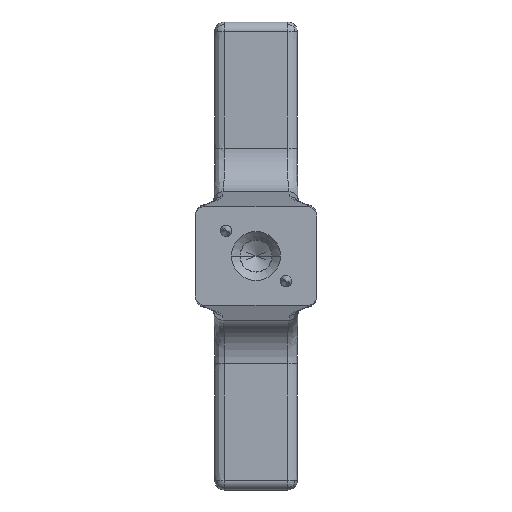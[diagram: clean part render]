
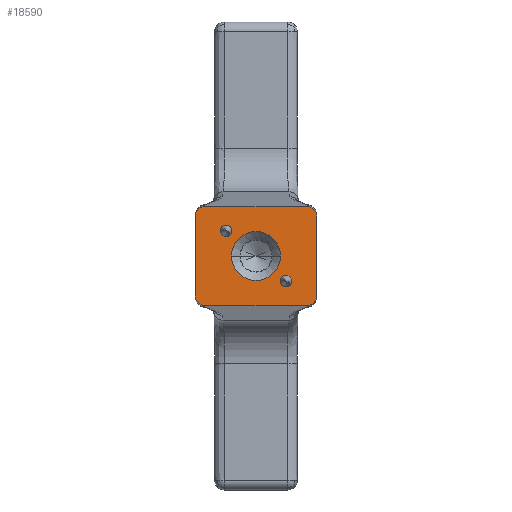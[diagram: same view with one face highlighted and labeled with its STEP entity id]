
A CAD part, front view. The second image highlights one B-rep face of the part: STEP entity #18590.
In plain terms, the highlighted planar face has unit normal (0, -1, 0).
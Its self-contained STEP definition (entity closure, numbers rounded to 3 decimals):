
#720=CARTESIAN_POINT('',(5.25,-5.,-72.937));
#730=VERTEX_POINT('',#720);
#760=CARTESIAN_POINT('',(0.,-5.,-72.937));
#770=DIRECTION('',(-1.,0.,0.));
#780=VECTOR('',#770,1.);
#790=LINE('',#760,#780);
#800=CARTESIAN_POINT('',(-5.25,-5.,-72.937));
#810=VERTEX_POINT('',#800);
#820=EDGE_CURVE('',#730,#810,#790,.T.);
#3790=CARTESIAN_POINT('',(-5.25,-5.,-83.063));
#3800=VERTEX_POINT('',#3790);
#3830=CARTESIAN_POINT('',(0.,-5.,-83.063));
#3840=DIRECTION('',(-1.,0.,0.));
#3850=VECTOR('',#3840,1.);
#3860=LINE('',#3830,#3850);
#3870=CARTESIAN_POINT('',(5.25,-5.,-83.063));
#3880=VERTEX_POINT('',#3870);
#3890=EDGE_CURVE('',#3880,#3800,#3860,.T.);
#7250=CARTESIAN_POINT('',(3.524,-5.,-80.957));
#7260=VERTEX_POINT('',#7250);
#7290=CARTESIAN_POINT('',(3.064,-5.,-80.571));
#7300=DIRECTION('',(0.,1.,0.));
#7310=DIRECTION('',(0.766,0.,-0.643));
#7320=AXIS2_PLACEMENT_3D('',#7290,#7300,#7310);
#7330=CIRCLE('',#7320,0.6);
#7340=CARTESIAN_POINT('',(3.484,-5.,-81.));
#7350=VERTEX_POINT('',#7340);
#7360=EDGE_CURVE('',#7260,#7350,#7330,.T.);
#7380=CARTESIAN_POINT('',(2.605,-5.,-80.185));
#7390=VERTEX_POINT('',#7380);
#7400=EDGE_CURVE('',#7350,#7390,#7330,.T.);
#8020=CARTESIAN_POINT('',(-2.5,-5.,-78.));
#8030=VERTEX_POINT('',#8020);
#8190=CARTESIAN_POINT('',(2.5,-5.,-78.));
#8200=VERTEX_POINT('',#8190);
#8230=CARTESIAN_POINT('',(0.,-5.,-78.));
#8240=DIRECTION('',(0.,-1.,0.));
#8250=DIRECTION('',(-1.,0.,0.));
#8260=AXIS2_PLACEMENT_3D('',#8230,#8240,#8250);
#8270=CIRCLE('',#8260,2.5);
#8280=EDGE_CURVE('',#8030,#8200,#8270,.T.);
#8840=CARTESIAN_POINT('',(-2.605,-5.,-75.815));
#8850=VERTEX_POINT('',#8840);
#8880=CARTESIAN_POINT('',(-3.064,-5.,-75.429));
#8890=DIRECTION('',(0.,-1.,0.));
#8900=DIRECTION('',(-0.766,0.,0.643));
#8910=AXIS2_PLACEMENT_3D('',#8880,#8890,#8900);
#8920=CIRCLE('',#8910,0.6);
#8930=CARTESIAN_POINT('',(-3.524,-5.,-75.043));
#8940=VERTEX_POINT('',#8930);
#8950=EDGE_CURVE('',#8940,#8850,#8920,.T.);
#9110=CARTESIAN_POINT('',(-6.25,-5.,0.));
#9120=DIRECTION('',(0.,0.,-1.));
#9130=VECTOR('',#9120,1.);
#9140=LINE('',#9110,#9130);
#9150=CARTESIAN_POINT('',(-6.25,-5.,-73.941));
#9160=VERTEX_POINT('',#9150);
#9170=CARTESIAN_POINT('',(-6.25,-5.,-82.059));
#9180=VERTEX_POINT('',#9170);
#9190=EDGE_CURVE('',#9160,#9180,#9140,.T.);
#17910=CARTESIAN_POINT('',(5.,-5.,0.5));
#17920=DIRECTION('',(0.,-1.,0.));
#17930=DIRECTION('',(1.,0.,0.));
#17940=AXIS2_PLACEMENT_3D('',#17910,#17920,#17930);
#17950=PLANE('',#17940);
#17960=EDGE_CURVE('',#8200,#8030,#8270,.T.);
#17970=ORIENTED_EDGE('',*,*,#17960,.F.);
#17980=ORIENTED_EDGE('',*,*,#8280,.F.);
#17990=EDGE_LOOP('',(#17980,#17970));
#18000=FACE_BOUND('',#17990,.T.);
#18010=CARTESIAN_POINT('',(-3.484,-5.,-75.));
#18020=VERTEX_POINT('',#18010);
#18030=EDGE_CURVE('',#18020,#8940,#8920,.T.);
#18040=ORIENTED_EDGE('',*,*,#18030,.F.);
#18050=ORIENTED_EDGE('',*,*,#8950,.F.);
#18060=EDGE_CURVE('',#8850,#18020,#8920,.T.);
#18070=ORIENTED_EDGE('',*,*,#18060,.F.);
#18080=EDGE_LOOP('',(#18070,#18050,#18040));
#18090=FACE_BOUND('',#18080,.T.);
#18100=EDGE_CURVE('',#7390,#7260,#7330,.T.);
#18110=ORIENTED_EDGE('',*,*,#18100,.T.);
#18120=ORIENTED_EDGE('',*,*,#7400,.T.);
#18130=ORIENTED_EDGE('',*,*,#7360,.T.);
#18140=EDGE_LOOP('',(#18130,#18120,#18110));
#18150=FACE_BOUND('',#18140,.T.);
#18160=CARTESIAN_POINT('',(-5.25,-5.,-82.059));
#18170=DIRECTION('',(0.,-1.,0.));
#18180=DIRECTION('',(0.,0.,1.));
#18190=AXIS2_PLACEMENT_3D('',#18160,#18170,#18180);
#18200=ELLIPSE('',#18190,1.004,1.);
#18210=EDGE_CURVE('',#9180,#3800,#18200,.T.);
#18220=ORIENTED_EDGE('',*,*,#18210,.T.);
#18230=ORIENTED_EDGE('',*,*,#9190,.T.);
#18240=CARTESIAN_POINT('',(-5.25,-5.,-73.941));
#18250=DIRECTION('',(0.,-1.,0.));
#18260=DIRECTION('',(0.,0.,1.));
#18270=AXIS2_PLACEMENT_3D('',#18240,#18250,#18260);
#18280=ELLIPSE('',#18270,1.004,1.);
#18290=EDGE_CURVE('',#810,#9160,#18280,.T.);
#18300=ORIENTED_EDGE('',*,*,#18290,.T.);
#18310=ORIENTED_EDGE('',*,*,#820,.T.);
#18320=CARTESIAN_POINT('',(5.25,-5.,-73.941));
#18330=DIRECTION('',(0.,-1.,0.));
#18340=DIRECTION('',(0.,0.,1.));
#18350=AXIS2_PLACEMENT_3D('',#18320,#18330,#18340);
#18360=ELLIPSE('',#18350,1.004,1.);
#18370=CARTESIAN_POINT('',(6.25,-5.,-73.941));
#18380=VERTEX_POINT('',#18370);
#18390=EDGE_CURVE('',#18380,#730,#18360,.T.);
#18400=ORIENTED_EDGE('',*,*,#18390,.T.);
#18410=CARTESIAN_POINT('',(6.25,-5.,0.));
#18420=DIRECTION('',(0.,0.,-1.));
#18430=VECTOR('',#18420,1.);
#18440=LINE('',#18410,#18430);
#18450=CARTESIAN_POINT('',(6.25,-5.,-82.059));
#18460=VERTEX_POINT('',#18450);
#18470=EDGE_CURVE('',#18380,#18460,#18440,.T.);
#18480=ORIENTED_EDGE('',*,*,#18470,.F.);
#18490=CARTESIAN_POINT('',(5.25,-5.,-82.059));
#18500=DIRECTION('',(0.,-1.,0.));
#18510=DIRECTION('',(0.,0.,1.));
#18520=AXIS2_PLACEMENT_3D('',#18490,#18500,#18510);
#18530=ELLIPSE('',#18520,1.004,1.);
#18540=EDGE_CURVE('',#3880,#18460,#18530,.T.);
#18550=ORIENTED_EDGE('',*,*,#18540,.T.);
#18560=ORIENTED_EDGE('',*,*,#3890,.F.);
#18570=EDGE_LOOP('',(#18560,#18550,#18480,#18400,#18310,#18300,#18230,
#18220));
#18580=FACE_OUTER_BOUND('',#18570,.T.);
#18590=ADVANCED_FACE('',(#18000,#18090,#18150,#18580),#17950,.T.);
